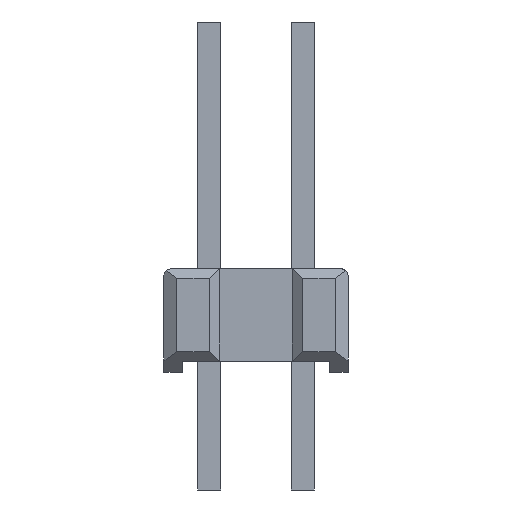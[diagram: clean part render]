
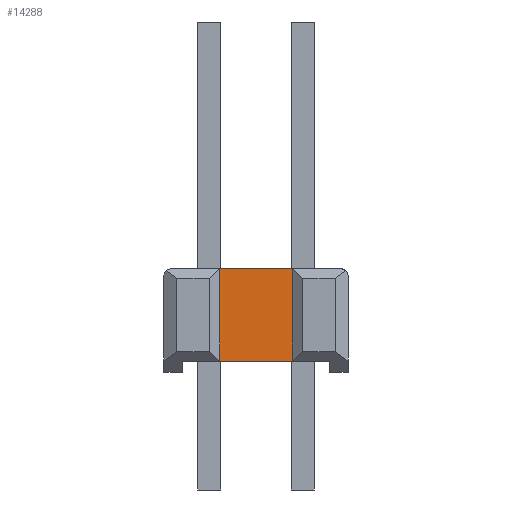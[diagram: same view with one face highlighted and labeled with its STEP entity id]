
A CAD part, left-side view. The second image highlights one B-rep face of the part: STEP entity #14288.
In plain terms, the highlighted planar face has unit normal (-1, 0, 0).
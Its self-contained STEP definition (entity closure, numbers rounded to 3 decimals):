
#166=DIRECTION('',(0.,0.,-1.));
#167=VECTOR('',#166,2.5);
#168=CARTESIAN_POINT('',(-20.07,0.977,0.));
#169=LINE('',#168,#167);
#1514=DIRECTION('',(0.,1.,0.));
#1515=VECTOR('',#1514,1.954);
#1516=CARTESIAN_POINT('',(-20.07,-0.977,0.));
#1517=LINE('',#1516,#1515);
#2970=DIRECTION('',(0.,1.,0.));
#2971=VECTOR('',#2970,1.954);
#2972=CARTESIAN_POINT('',(-20.07,-0.977,-2.5));
#2973=LINE('',#2972,#2971);
#4706=DIRECTION('',(0.,0.,-1.));
#4707=VECTOR('',#4706,2.5);
#4708=CARTESIAN_POINT('',(-20.07,-0.977,0.));
#4709=LINE('',#4708,#4707);
#7650=CARTESIAN_POINT('',(-20.07,-0.977,-2.5));
#7651=CARTESIAN_POINT('',(-20.07,0.977,-2.5));
#7652=VERTEX_POINT('',#7650);
#7653=VERTEX_POINT('',#7651);
#7654=CARTESIAN_POINT('',(-20.07,-0.977,0.));
#7655=CARTESIAN_POINT('',(-20.07,0.977,0.));
#7656=VERTEX_POINT('',#7654);
#7657=VERTEX_POINT('',#7655);
#14277=CARTESIAN_POINT('',(-20.07,-0.977,0.));
#14278=DIRECTION('',(1.,0.,0.));
#14279=DIRECTION('',(0.,1.,0.));
#14280=AXIS2_PLACEMENT_3D('',#14277,#14278,#14279);
#14281=PLANE('',#14280);
#14282=ORIENTED_EDGE('',*,*,#11863,.T.);
#14283=ORIENTED_EDGE('',*,*,#8790,.F.);
#14284=ORIENTED_EDGE('',*,*,#10516,.F.);
#14285=ORIENTED_EDGE('',*,*,#8838,.T.);
#14286=EDGE_LOOP('',(#14282,#14283,#14284,#14285));
#14287=FACE_OUTER_BOUND('',#14286,.F.);
#8790=EDGE_CURVE('',#7657,#7653,#169,.T.);
#8838=EDGE_CURVE('',#7656,#7652,#4709,.T.);
#10516=EDGE_CURVE('',#7656,#7657,#1517,.T.);
#11863=EDGE_CURVE('',#7652,#7653,#2973,.T.);
#14288=ADVANCED_FACE('',(#14287),#14281,.F.);
